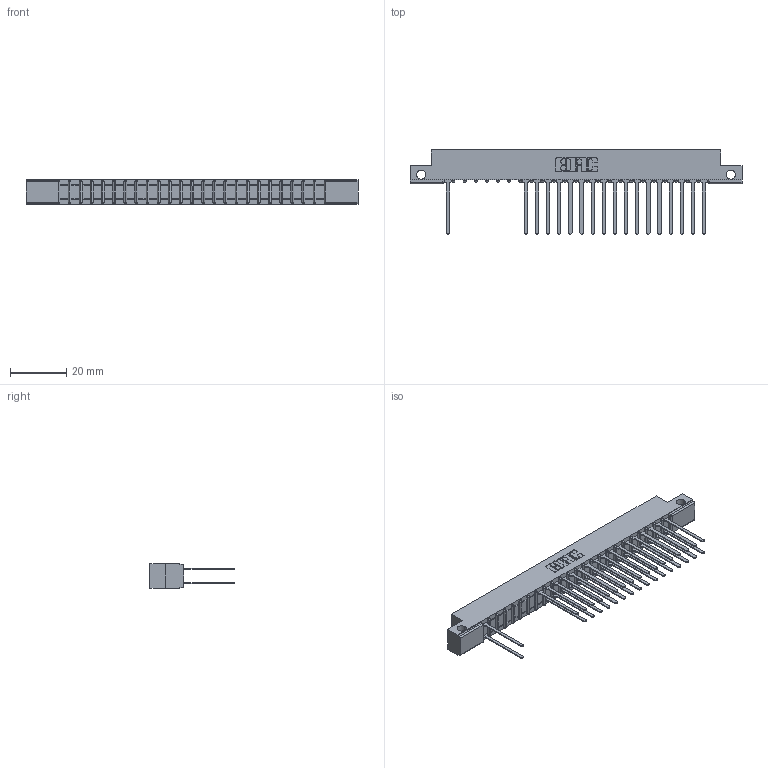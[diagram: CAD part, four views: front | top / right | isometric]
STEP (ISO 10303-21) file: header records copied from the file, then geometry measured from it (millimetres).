
FILE_DESCRIPTION (( 'STEP AP203' ), '1' );
FILE_NAME ('307-048-540-212.STEP', '2018-08-06T03:47:32', ( '' ), ( '' ), 'SwSTEP 2.0', 'SolidWorks 2016', '' );
FILE_SCHEMA (( 'CONFIG_CONTROL_DESIGN' ));
Length unit declared in the file: inch
Products named in the file (3): 307 Part_.128 Dia Side Mounting Holes; 307-290-001_540; 307-048-540-212
Assembly tree (36 placements, depth 2):
  307-048-540-212
    307 Part_.128 Dia Side Mounting Holes
    307-290-001_540  x35
Bounding box: 118.11 x 30 x 8.71 mm (x, y, z)
Volume: 7676.6 mm3; surface area: 13646 mm2
Topology: 36 solids, 36 shells, 1883 faces, 5289 edges, 3410 vertices
Faces by surface type: plane 1233, cylinder 600, sphere 50
Entity records: 23116 total; most frequent: CARTESIAN_POINT 3839, ORIENTED_EDGE 3814, DIRECTION 3755, EDGE_CURVE 1907, LINE 1455, VECTOR 1455, VERTEX_POINT 1234, AXIS2_PLACEMENT_3D 1150
